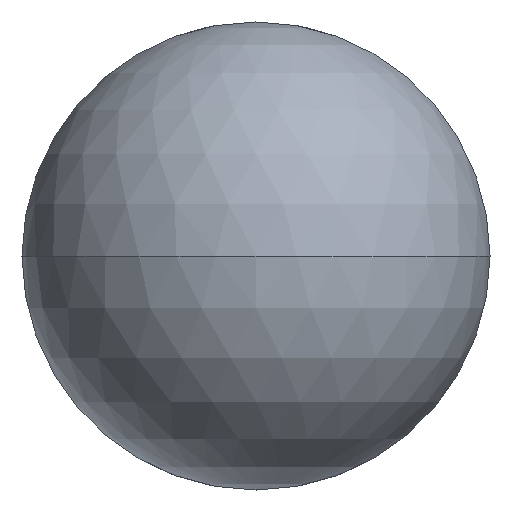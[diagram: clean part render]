
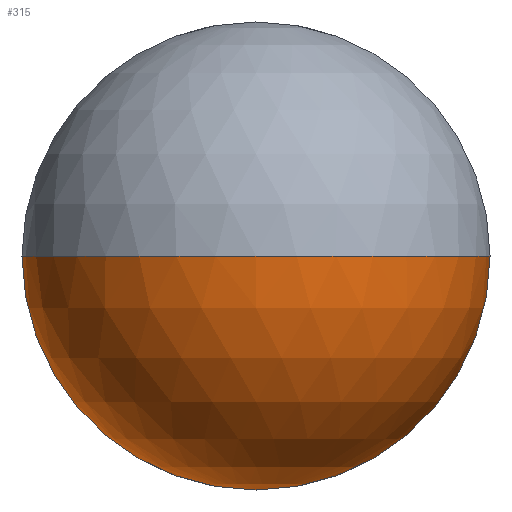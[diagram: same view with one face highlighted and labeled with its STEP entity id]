
A CAD part, front view. The second image highlights one B-rep face of the part: STEP entity #315.
In plain terms, the highlighted spherical face has radius 3.969 mm.
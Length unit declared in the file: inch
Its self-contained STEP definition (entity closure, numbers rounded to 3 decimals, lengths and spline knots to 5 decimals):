
#17 = DIRECTION ( 'NONE',  ( 0., -1., 0. ) ) ;
#27 = AXIS2_PLACEMENT_3D ( 'NONE', #516, #346, #117 ) ;
#30 = CARTESIAN_POINT ( 'NONE',  ( 0., 0.15625, 0. ) ) ;
#44 = DIRECTION ( 'NONE',  ( -1., 0., 0. ) ) ;
#83 = EDGE_CURVE ( 'NONE', #489, #403, #232, .T. ) ;
#94 = ORIENTED_EDGE ( 'NONE', *, *, #83, .T. ) ;
#104 = CARTESIAN_POINT ( 'NONE',  ( -0.15625, 0.15625, 0. ) ) ;
#108 = CARTESIAN_POINT ( 'NONE',  ( 0., 0.15625, 0. ) ) ;
#117 = DIRECTION ( 'NONE',  ( 1., 0., 0. ) ) ;
#120 = ORIENTED_EDGE ( 'NONE', *, *, #259, .T. ) ;
#122 = SPHERICAL_SURFACE ( 'NONE', #483, 0.15625 ) ;
#159 = AXIS2_PLACEMENT_3D ( 'NONE', #30, #194, #192 ) ;
#178 = CARTESIAN_POINT ( 'NONE',  ( 0.15625, 0.15625, 0. ) ) ;
#192 = DIRECTION ( 'NONE',  ( 0., 0., -1. ) ) ;
#194 = DIRECTION ( 'NONE',  ( 0., -1., 0. ) ) ;
#201 = ORIENTED_EDGE ( 'NONE', *, *, #245, .T. ) ;
#227 = CARTESIAN_POINT ( 'NONE',  ( 0., 0.15625, -0.15625 ) ) ;
#232 = CIRCLE ( 'NONE', #522, 0.15625 ) ;
#240 = DIRECTION ( 'NONE',  ( -1., 0., 0. ) ) ;
#245 = EDGE_CURVE ( 'NONE', #403, #250, #367, .T. ) ;
#250 = VERTEX_POINT ( 'NONE', #353 ) ;
#259 = EDGE_CURVE ( 'NONE', #499, #489, #451, .T. ) ;
#262 = DIRECTION ( 'NONE',  ( 0., 0., -1. ) ) ;
#267 = EDGE_CURVE ( 'NONE', #499, #250, #525, .T. ) ;
#315 = ADVANCED_FACE ( 'NONE', ( #487 ), #122, .T. ) ;
#325 = ORIENTED_EDGE ( 'NONE', *, *, #267, .F. ) ;
#334 = AXIS2_PLACEMENT_3D ( 'NONE', #108, #428, #240 ) ;
#346 = DIRECTION ( 'NONE',  ( 0., 0., 1. ) ) ;
#353 = CARTESIAN_POINT ( 'NONE',  ( 0., 0., 0. ) ) ;
#367 = CIRCLE ( 'NONE', #334, 0.15625 ) ;
#378 = CARTESIAN_POINT ( 'NONE',  ( 0., 0.15625, 0. ) ) ;
#399 = CARTESIAN_POINT ( 'NONE',  ( 0., 0.15625, 0. ) ) ;
#402 = DIRECTION ( 'NONE',  ( 0., 0., -1. ) ) ;
#403 = VERTEX_POINT ( 'NONE', #178 ) ;
#428 = DIRECTION ( 'NONE',  ( 0., 0., -1. ) ) ;
#451 = CIRCLE ( 'NONE', #159, 0.15625 ) ;
#454 = EDGE_LOOP ( 'NONE', ( #120, #94, #201, #325 ) ) ;
#483 = AXIS2_PLACEMENT_3D ( 'NONE', #399, #402, #44 ) ;
#487 = FACE_OUTER_BOUND ( 'NONE', #454, .T. ) ;
#489 = VERTEX_POINT ( 'NONE', #227 ) ;
#499 = VERTEX_POINT ( 'NONE', #104 ) ;
#516 = CARTESIAN_POINT ( 'NONE',  ( 0., 0.15625, 0. ) ) ;
#522 = AXIS2_PLACEMENT_3D ( 'NONE', #378, #17, #262 ) ;
#525 = CIRCLE ( 'NONE', #27, 0.15625 ) ;
